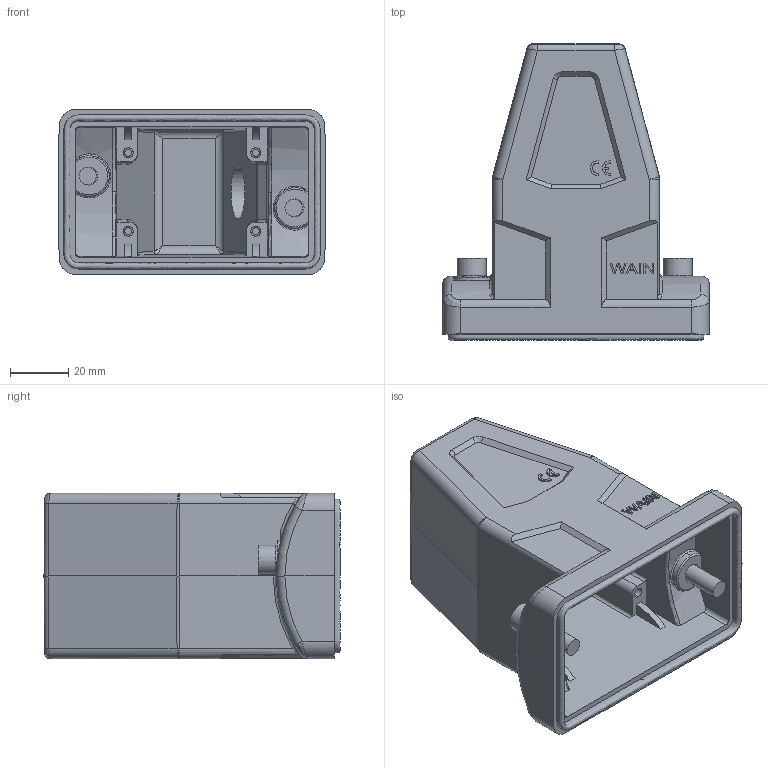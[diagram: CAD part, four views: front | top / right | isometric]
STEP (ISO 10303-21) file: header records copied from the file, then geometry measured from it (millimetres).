
FILE_DESCRIPTION(/* description */ (''),/* implementation_level */ '2;1');
FILE_NAME(/* name */ '3D_1140065205002_HC6B-SEH-2S-M20_V1.1.stp',/* time_stamp */ '2024-02-01T13:53:14+08:00',/* author */ (''),/* organization */ (''),/* preprocessor_version */ 'ST-DEVELOPER v18.1',/* originating_system */ 'SIEMENS PLM Software NX 1980',/* authorisation */ '');
FILE_SCHEMA (('AUTOMOTIVE_DESIGN { 1 0 10303 214 3 1 1 1 }'));
Length unit declared in the file: millimetre
Products named in the file (1): B.HC6B-BEH-2S
Bounding box: 92 x 102 x 57 mm (x, y, z)
Volume: 128780.9 mm3; surface area: 53374.4 mm2
Topology: 4 solids, 4 shells, 421 faces, 1068 edges, 678 vertices
Faces by surface type: plane 216, cylinder 137, bspline 31, torus 20, sphere 13, cone 4
Full cylindrical faces by diameter (mm): 6 x4, 10 x2, 12 x1, 13 x1, 18.5 x1
Entity records: 17408 total; most frequent: CARTESIAN_POINT 7854, ORIENTED_EDGE 2092, DIRECTION 1732, EDGE_CURVE 1046, VERTEX_POINT 676, AXIS2_PLACEMENT_3D 587, LINE 558, VECTOR 558
